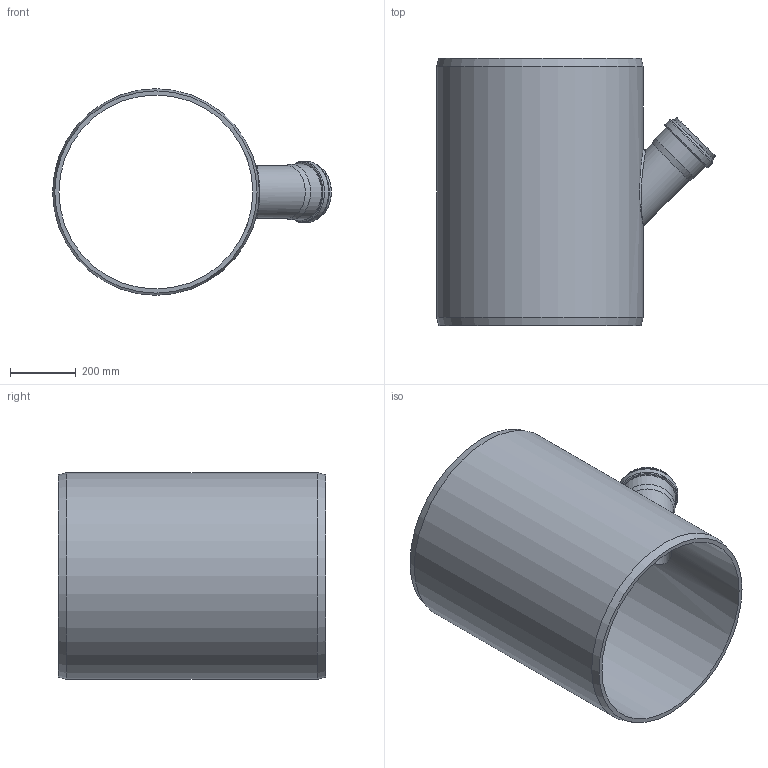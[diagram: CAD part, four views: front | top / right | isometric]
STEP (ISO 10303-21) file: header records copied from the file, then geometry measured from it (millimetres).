
FILE_DESCRIPTION(/* description */ (''),/* implementation_level */ '2;1');
FILE_NAME(/* name */ '771215z.stp',/* time_stamp */ '2023-11-21T12:11:53+01:00',/* author */ ('corinna'),/* organization */ (''),/* preprocessor_version */ 'ST-DEVELOPER v20',/* originating_system */ 'Autodesk Inventor 2024',/* authorisation */ '');
FILE_SCHEMA (('AUTOMOTIVE_DESIGN { 1 0 10303 214 3 1 1 }'));
Length unit declared in the file: millimetre
Products named in the file (1): 771215z
Bounding box: 849.97 x 815 x 630 mm (x, y, z)
Volume: 29950148.3 mm3; surface area: 3387530.3 mm2
Topology: 1 solids, 1 shells, 42 faces, 105 edges, 68 vertices
Faces by surface type: torus 14, cylinder 11, cone 9, plane 7, bspline 1
Full cylindrical faces by diameter (mm): 149.854 x1, 160 x1, 160.6 x1, 161 x2, 168.4 x1, 169.6 x1, 178.7 x1, 186.1 x1, 591.4 x1, 630 x1
Entity records: 1685 total; most frequent: CARTESIAN_POINT 573, DIRECTION 256, ORIENTED_EDGE 210, AXIS2_PLACEMENT_3D 117, EDGE_CURVE 105, CIRCLE 75, VERTEX_POINT 68, EDGE_LOOP 49
